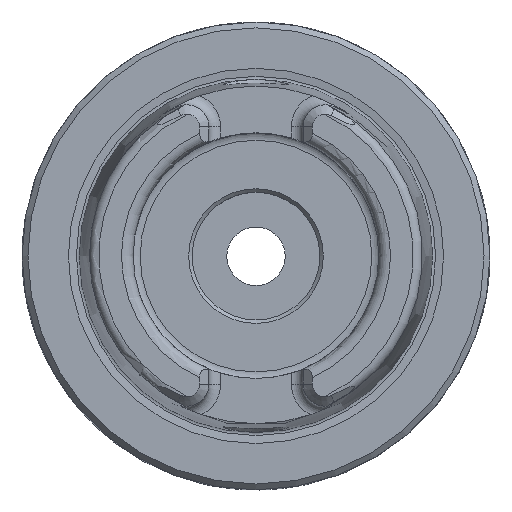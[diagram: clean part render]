
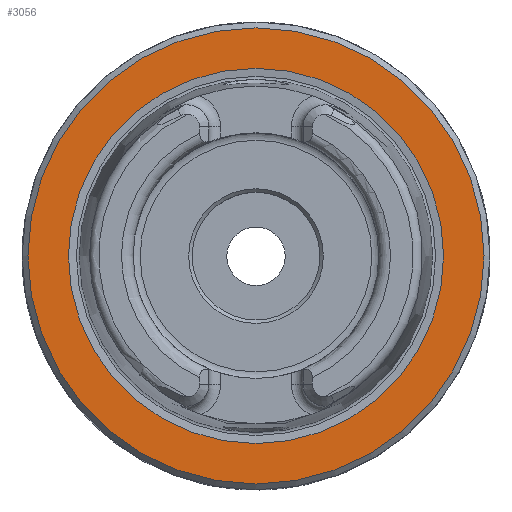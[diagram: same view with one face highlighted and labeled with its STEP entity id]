
A CAD part, top view. The second image highlights one B-rep face of the part: STEP entity #3056.
In plain terms, the highlighted planar face has unit normal (0, 0, 1).
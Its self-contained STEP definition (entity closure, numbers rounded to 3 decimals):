
#332=PLANE('',#3279);
#819=ORIENTED_EDGE('',*,*,#1255,.T.);
#820=ORIENTED_EDGE('',*,*,#1256,.F.);
#1255=EDGE_CURVE('',#1478,#1478,#1582,.T.);
#1256=EDGE_CURVE('',#1479,#1479,#1583,.T.);
#1478=VERTEX_POINT('',#4928);
#1479=VERTEX_POINT('',#4931);
#1582=CIRCLE('',#3278,16.04);
#1583=CIRCLE('',#3280,19.5);
#1731=EDGE_LOOP('',(#819));
#1732=EDGE_LOOP('',(#820));
#1919=FACE_BOUND('',#1731,.T.);
#1920=FACE_BOUND('',#1732,.T.);
#3056=ADVANCED_FACE('',(#1919,#1920),#332,.T.);
#3278=AXIS2_PLACEMENT_3D('',#4927,#3795,#3796);
#3279=AXIS2_PLACEMENT_3D('',#4929,#3797,#3798);
#3280=AXIS2_PLACEMENT_3D('',#4930,#3799,#3800);
#3795=DIRECTION('',(0.,0.,-1.));
#3796=DIRECTION('',(-1.,0.,0.));
#3797=DIRECTION('',(0.,0.,1.));
#3798=DIRECTION('',(1.,0.,0.));
#3799=DIRECTION('',(0.,0.,-1.));
#3800=DIRECTION('',(-1.,0.,0.));
#4927=CARTESIAN_POINT('',(0.,0.,0.));
#4928=CARTESIAN_POINT('',(-16.04,0.,0.));
#4929=CARTESIAN_POINT('',(-16.04,0.,0.));
#4930=CARTESIAN_POINT('',(0.,0.,0.));
#4931=CARTESIAN_POINT('',(-19.5,0.,0.));
